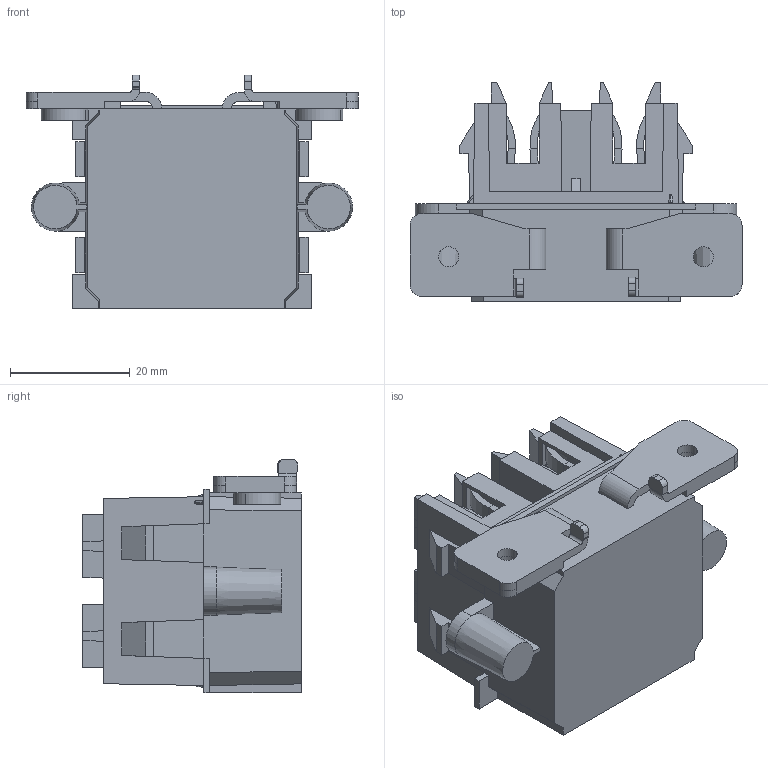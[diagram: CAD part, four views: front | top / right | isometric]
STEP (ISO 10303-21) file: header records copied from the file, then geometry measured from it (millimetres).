
FILE_DESCRIPTION(('CATIA V5 STEP Exchange','CAx-IF Rec.Pracs.--- Model Styling and Organization---1.4--- 2014-01-23'),'2;1');
FILE_NAME ('1101049-5_1_2662670000_2662670000.stp','2019-10-30T13:46:25+00:00',('none'),('Weidmueller'),'CATIA Version 5-6 Release 2016 SP3 HF44','CATIA V5 STEP AP214','none');
FILE_SCHEMA(('AUTOMOTIVE_DESIGN { 1 0 10303 214 1 1 1 1 }'));
Length unit declared in the file: millimetre
Products named in the file (1): 2662670000
Bounding box: 55.4 x 36.5 x 39.04 mm (x, y, z)
Volume: 31294.4 mm3; surface area: 15197.3 mm2
Topology: 28 solids, 30 shells, 886 faces, 2269 edges, 1481 vertices
Faces by surface type: plane 677, cylinder 171, extrusion 25, sphere 6, cone 6, bspline 1
Entity records: 25176 total; most frequent: CARTESIAN_POINT 5247, ORIENTED_EDGE 4526, DIRECTION 3238, EDGE_CURVE 2263, VECTOR 1658, LINE 1633, VERTEX_POINT 1481, AXIS2_PLACEMENT_3D 961
